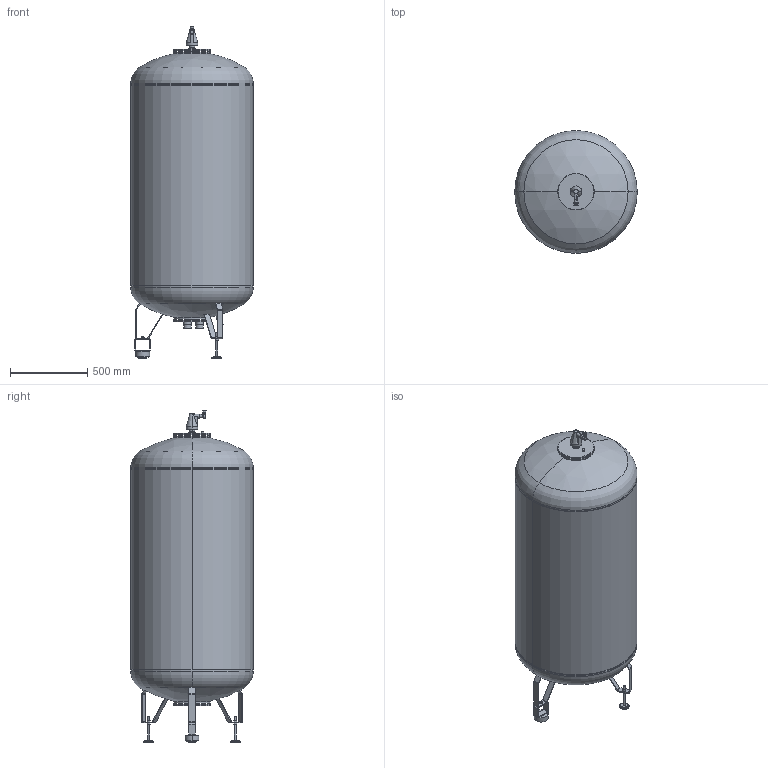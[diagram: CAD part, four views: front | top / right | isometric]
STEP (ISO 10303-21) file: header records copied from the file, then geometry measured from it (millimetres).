
FILE_DESCRIPTION (( 'STEP AP214' ), '1' );
FILE_NAME ('MV_800_6.STEP', '2024-04-08T13:05:28', ( '' ), ( '' ), 'SwSTEP 2.0', 'SolidWorks 2021', '' );
FILE_SCHEMA (( 'AUTOMOTIVE_DESIGN' ));
Length unit declared in the file: millimetre
Products named in the file (3): MV_800_6; 17825_flamcomat fg800_10.dwg; MV_800_6.dwg
Assembly tree (2 placements, depth 3):
  MV_800_6
    MV_800_6.dwg
      17825_flamcomat fg800_10.dwg
Bounding box: 790 x 790 x 2142.25 mm (x, y, z)
Volume: 778298751.8 mm3; surface area: 5183829.3 mm2
Topology: 6 solids, 6 shells, 295 faces, 658 edges, 413 vertices
Faces by surface type: cylinder 128, plane 99, cone 48, torus 16, sphere 4
Entity records: 8854 total; most frequent: CARTESIAN_POINT 1862, DIRECTION 1599, ORIENTED_EDGE 1316, EDGE_CURVE 658, AXIS2_PLACEMENT_3D 650, VERTEX_POINT 413, CIRCLE 349, EDGE_LOOP 335
